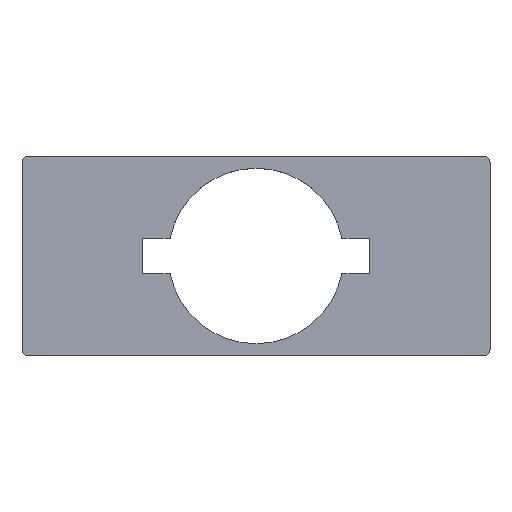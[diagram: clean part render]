
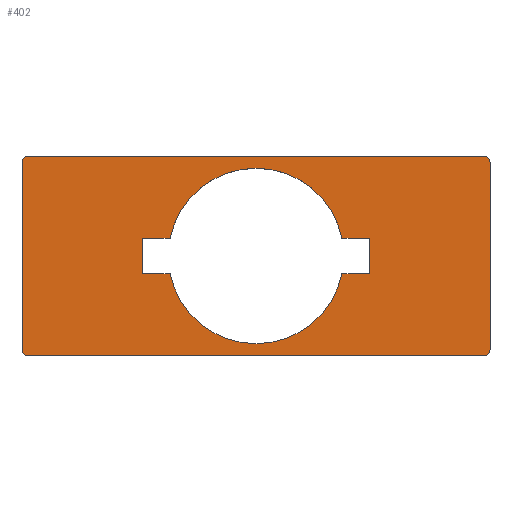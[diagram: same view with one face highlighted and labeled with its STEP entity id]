
A CAD part, top view. The second image highlights one B-rep face of the part: STEP entity #402.
In plain terms, the highlighted planar face has unit normal (0, 0, 1).
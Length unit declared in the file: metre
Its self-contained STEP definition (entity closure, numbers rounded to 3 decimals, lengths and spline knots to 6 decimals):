
#15=CIRCLE('',#432,0.0075);
#17=CIRCLE('',#438,0.0075);
#18=CIRCLE('',#444,0.0005);
#19=CIRCLE('',#445,0.0005);
#20=CIRCLE('',#446,0.0005);
#21=CIRCLE('',#447,0.0005);
#88=ORIENTED_EDGE('',*,*,#162,.F.);
#89=ORIENTED_EDGE('',*,*,#166,.T.);
#90=ORIENTED_EDGE('',*,*,#169,.T.);
#91=ORIENTED_EDGE('',*,*,#172,.F.);
#92=ORIENTED_EDGE('',*,*,#175,.F.);
#93=ORIENTED_EDGE('',*,*,#178,.F.);
#94=ORIENTED_EDGE('',*,*,#181,.F.);
#95=ORIENTED_EDGE('',*,*,#183,.T.);
#96=ORIENTED_EDGE('',*,*,#150,.F.);
#97=ORIENTED_EDGE('',*,*,#188,.T.);
#98=ORIENTED_EDGE('',*,*,#152,.T.);
#99=ORIENTED_EDGE('',*,*,#189,.T.);
#100=ORIENTED_EDGE('',*,*,#156,.T.);
#101=ORIENTED_EDGE('',*,*,#190,.T.);
#102=ORIENTED_EDGE('',*,*,#184,.F.);
#103=ORIENTED_EDGE('',*,*,#191,.T.);
#150=EDGE_CURVE('',#204,#205,#242,.T.);
#152=EDGE_CURVE('',#206,#207,#244,.T.);
#156=EDGE_CURVE('',#210,#211,#248,.T.);
#162=EDGE_CURVE('',#216,#217,#15,.T.);
#166=EDGE_CURVE('',#216,#219,#256,.T.);
#169=EDGE_CURVE('',#219,#221,#259,.T.);
#172=EDGE_CURVE('',#223,#221,#262,.T.);
#175=EDGE_CURVE('',#225,#223,#17,.T.);
#178=EDGE_CURVE('',#227,#225,#266,.T.);
#181=EDGE_CURVE('',#229,#227,#269,.T.);
#183=EDGE_CURVE('',#229,#217,#271,.T.);
#184=EDGE_CURVE('',#230,#231,#272,.T.);
#188=EDGE_CURVE('',#204,#206,#18,.T.);
#189=EDGE_CURVE('',#207,#210,#19,.T.);
#190=EDGE_CURVE('',#211,#231,#20,.T.);
#191=EDGE_CURVE('',#230,#205,#21,.T.);
#204=VERTEX_POINT('',#597);
#205=VERTEX_POINT('',#599);
#206=VERTEX_POINT('',#603);
#207=VERTEX_POINT('',#604);
#210=VERTEX_POINT('',#612);
#211=VERTEX_POINT('',#613);
#216=VERTEX_POINT('',#624);
#217=VERTEX_POINT('',#626);
#219=VERTEX_POINT('',#632);
#221=VERTEX_POINT('',#638);
#223=VERTEX_POINT('',#644);
#225=VERTEX_POINT('',#650);
#227=VERTEX_POINT('',#656);
#229=VERTEX_POINT('',#662);
#230=VERTEX_POINT('',#669);
#231=VERTEX_POINT('',#670);
#242=LINE('',#598,#278);
#244=LINE('',#602,#280);
#248=LINE('',#611,#284);
#256=LINE('',#633,#292);
#259=LINE('',#639,#295);
#262=LINE('',#645,#298);
#266=LINE('',#657,#302);
#269=LINE('',#663,#305);
#271=LINE('',#666,#307);
#272=LINE('',#668,#308);
#278=VECTOR('',#475,1.);
#280=VECTOR('',#479,1.);
#284=VECTOR('',#485,1.);
#292=VECTOR('',#501,1.);
#295=VECTOR('',#506,1.);
#298=VECTOR('',#511,1.);
#302=VECTOR('',#523,1.);
#305=VECTOR('',#528,1.);
#307=VECTOR('',#532,1.);
#308=VECTOR('',#535,1.);
#324=EDGE_LOOP('',(#88,#89,#90,#91,#92,#93,#94,#95));
#325=EDGE_LOOP('',(#96,#97,#98,#99,#100,#101,#102,#103));
#356=FACE_BOUND('',#324,.T.);
#357=FACE_BOUND('',#325,.T.);
#386=PLANE('',#443);
#402=ADVANCED_FACE('',(#356,#357),#386,.T.);
#432=AXIS2_PLACEMENT_3D('',#625,#494,#495);
#438=AXIS2_PLACEMENT_3D('',#651,#517,#518);
#443=AXIS2_PLACEMENT_3D('',#676,#539,#540);
#444=AXIS2_PLACEMENT_3D('',#677,#541,#542);
#445=AXIS2_PLACEMENT_3D('',#678,#543,#544);
#446=AXIS2_PLACEMENT_3D('',#679,#545,#546);
#447=AXIS2_PLACEMENT_3D('',#680,#547,#548);
#475=DIRECTION('',(-1.,0.,0.));
#479=DIRECTION('',(0.,1.,0.));
#485=DIRECTION('',(-1.,0.,0.));
#494=DIRECTION('',(0.,0.,1.));
#495=DIRECTION('',(1.,0.,0.));
#501=DIRECTION('',(-1.,0.,0.));
#506=DIRECTION('',(0.,1.,0.));
#511=DIRECTION('',(-1.,0.,0.));
#517=DIRECTION('',(0.,0.,1.));
#518=DIRECTION('',(1.,0.,0.));
#523=DIRECTION('',(-1.,0.,0.));
#528=DIRECTION('',(0.,1.,0.));
#532=DIRECTION('',(-1.,0.,0.));
#535=DIRECTION('',(0.,1.,0.));
#539=DIRECTION('',(0.,0.,1.));
#540=DIRECTION('',(1.,0.,0.));
#541=DIRECTION('',(0.,0.,1.));
#542=DIRECTION('',(1.,0.,0.));
#543=DIRECTION('',(0.,0.,1.));
#544=DIRECTION('',(1.,0.,0.));
#545=DIRECTION('',(0.,0.,1.));
#546=DIRECTION('',(1.,0.,0.));
#547=DIRECTION('',(0.,0.,1.));
#548=DIRECTION('',(1.,0.,0.));
#597=CARTESIAN_POINT('',(0.0195,-0.0085,0.003));
#598=CARTESIAN_POINT('',(0.,-0.0085,0.003));
#599=CARTESIAN_POINT('',(-0.0195,-0.0085,0.003));
#602=CARTESIAN_POINT('',(0.02,0.,0.003));
#603=CARTESIAN_POINT('',(0.02,-0.008,0.003));
#604=CARTESIAN_POINT('',(0.02,0.008,0.003));
#611=CARTESIAN_POINT('',(0.,0.0085,0.003));
#612=CARTESIAN_POINT('',(0.0195,0.0085,0.003));
#613=CARTESIAN_POINT('',(-0.0195,0.0085,0.003));
#624=CARTESIAN_POINT('',(-0.007348,-0.0015,0.003));
#625=CARTESIAN_POINT('',(0.,0.,0.003));
#626=CARTESIAN_POINT('',(0.007348,-0.0015,0.003));
#632=CARTESIAN_POINT('',(-0.009665,-0.0015,0.003));
#633=CARTESIAN_POINT('',(-0.008507,-0.0015,0.003));
#638=CARTESIAN_POINT('',(-0.009665,0.0015,0.003));
#639=CARTESIAN_POINT('',(-0.009665,0.,0.003));
#644=CARTESIAN_POINT('',(-0.007348,0.0015,0.003));
#645=CARTESIAN_POINT('',(-0.008507,0.0015,0.003));
#650=CARTESIAN_POINT('',(0.007348,0.0015,0.003));
#651=CARTESIAN_POINT('',(0.,0.,0.003));
#656=CARTESIAN_POINT('',(0.009665,0.0015,0.003));
#657=CARTESIAN_POINT('',(0.008507,0.0015,0.003));
#662=CARTESIAN_POINT('',(0.009665,-0.0015,0.003));
#663=CARTESIAN_POINT('',(0.009665,0.,0.003));
#666=CARTESIAN_POINT('',(0.008507,-0.0015,0.003));
#668=CARTESIAN_POINT('',(-0.02,0.,0.003));
#669=CARTESIAN_POINT('',(-0.02,-0.008,0.003));
#670=CARTESIAN_POINT('',(-0.02,0.008,0.003));
#676=CARTESIAN_POINT('',(0.,0.,0.003));
#677=CARTESIAN_POINT('',(0.0195,-0.008,0.003));
#678=CARTESIAN_POINT('',(0.0195,0.008,0.003));
#679=CARTESIAN_POINT('',(-0.0195,0.008,0.003));
#680=CARTESIAN_POINT('',(-0.0195,-0.008,0.003));
